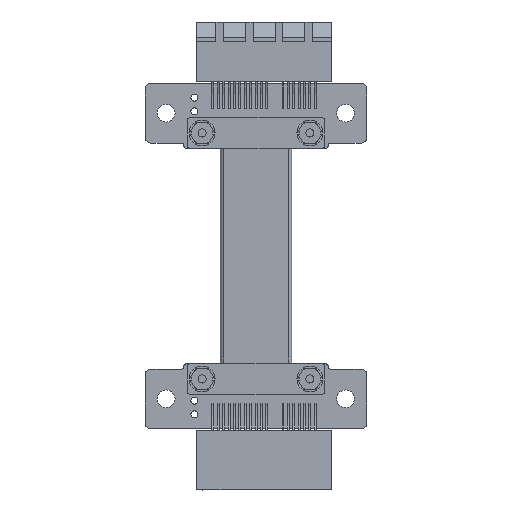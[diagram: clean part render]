
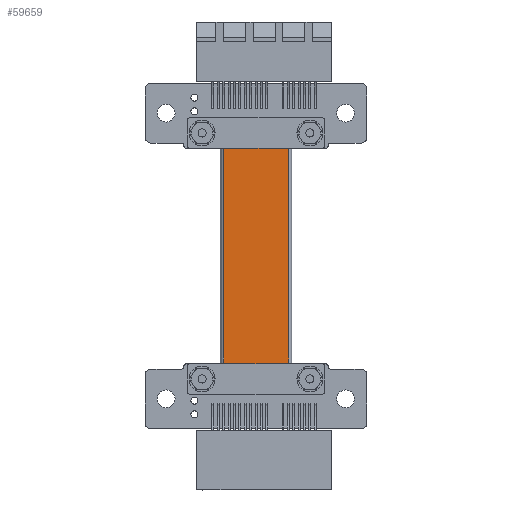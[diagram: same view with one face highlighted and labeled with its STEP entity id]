
A CAD part, top view. The second image highlights one B-rep face of the part: STEP entity #59659.
In plain terms, the highlighted face is planar.
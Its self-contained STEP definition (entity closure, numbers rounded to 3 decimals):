
#59631 = VERTEX_POINT('',#59632);
#59632 = CARTESIAN_POINT('',(0.,0.,
    0.));
#59639 = EDGE_CURVE('',#59640,#59631,#59642,.T.);
#59640 = VERTEX_POINT('',#59641);
#59641 = CARTESIAN_POINT('',(0.,0.,
    -43.));
#59642 = LINE('',#59643,#59644);
#59643 = CARTESIAN_POINT('',(0.,0.,
    -43.));
#59644 = VECTOR('',#59645,1.);
#59645 = DIRECTION('',(0.,0.,1.));
#59659 = ADVANCED_FACE('',(#59660),#59685,.T.);
#59660 = FACE_BOUND('',#59661,.T.);
#59661 = EDGE_LOOP('',(#59662,#59670,#59678,#59684));
#59662 = ORIENTED_EDGE('',*,*,#59663,.F.);
#59663 = EDGE_CURVE('',#59664,#59631,#59666,.T.);
#59664 = VERTEX_POINT('',#59665);
#59665 = CARTESIAN_POINT('',(12.065,0.,0.
    ));
#59666 = LINE('',#59667,#59668);
#59667 = CARTESIAN_POINT('',(0.,0.,
    0.));
#59668 = VECTOR('',#59669,1.);
#59669 = DIRECTION('',(-1.,0.,0.));
#59670 = ORIENTED_EDGE('',*,*,#59671,.F.);
#59671 = EDGE_CURVE('',#59672,#59664,#59674,.T.);
#59672 = VERTEX_POINT('',#59673);
#59673 = CARTESIAN_POINT('',(12.065,0.,-43.));
#59674 = LINE('',#59675,#59676);
#59675 = CARTESIAN_POINT('',(12.065,0.,-43.));
#59676 = VECTOR('',#59677,1.);
#59677 = DIRECTION('',(0.,0.,1.));
#59678 = ORIENTED_EDGE('',*,*,#59679,.T.);
#59679 = EDGE_CURVE('',#59672,#59640,#59680,.T.);
#59680 = LINE('',#59681,#59682);
#59681 = CARTESIAN_POINT('',(0.,0.,
    -43.));
#59682 = VECTOR('',#59683,1.);
#59683 = DIRECTION('',(-1.,0.,0.));
#59684 = ORIENTED_EDGE('',*,*,#59639,.T.);
#59685 = PLANE('',#59686);
#59686 = AXIS2_PLACEMENT_3D('',#59687,#59688,#59689);
#59687 = CARTESIAN_POINT('',(0.,0.,
    -43.));
#59688 = DIRECTION('',(0.,1.,0.));
#59689 = DIRECTION('',(0.,0.,1.));
